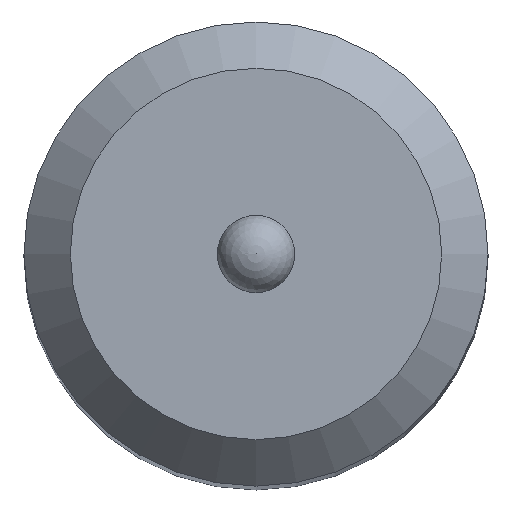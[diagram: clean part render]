
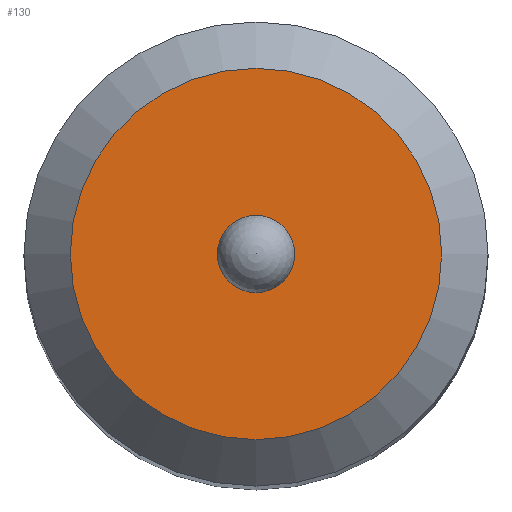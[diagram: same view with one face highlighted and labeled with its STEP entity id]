
A CAD part, top view. The second image highlights one B-rep face of the part: STEP entity #130.
In plain terms, the highlighted planar face has unit normal (0, 0, 1).
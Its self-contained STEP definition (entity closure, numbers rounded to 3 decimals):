
#15=FACE_BOUND('',#53,.T.);
#20=PLANE('',#169);
#42=FACE_OUTER_BOUND('',#52,.T.);
#52=EDGE_LOOP('',(#117));
#53=EDGE_LOOP('',(#118));
#59=CIRCLE('',#160,0.25);
#63=CIRCLE('',#168,1.2);
#69=VERTEX_POINT('',#231);
#73=VERTEX_POINT('',#246);
#80=EDGE_CURVE('',#69,#69,#59,.T.);
#88=EDGE_CURVE('',#73,#73,#63,.T.);
#117=ORIENTED_EDGE('',*,*,#88,.F.);
#118=ORIENTED_EDGE('',*,*,#80,.T.);
#130=ADVANCED_FACE('',(#42,#15),#20,.T.);
#160=AXIS2_PLACEMENT_3D('',#232,#191,#192);
#168=AXIS2_PLACEMENT_3D('',#248,#211,#212);
#169=AXIS2_PLACEMENT_3D('',#249,#213,#214);
#191=DIRECTION('center_axis',(0.,0.,-1.));
#192=DIRECTION('ref_axis',(-1.,0.,0.));
#211=DIRECTION('center_axis',(0.,0.,-1.));
#212=DIRECTION('ref_axis',(-1.,0.,0.));
#213=DIRECTION('center_axis',(0.,0.,1.));
#214=DIRECTION('ref_axis',(1.,0.,0.));
#231=CARTESIAN_POINT('',(0.25,0.,0.));
#232=CARTESIAN_POINT('Origin',(0.,0.,0.));
#246=CARTESIAN_POINT('',(1.2,0.,0.));
#248=CARTESIAN_POINT('Origin',(0.,0.,0.));
#249=CARTESIAN_POINT('Origin',(0.,0.,
0.));
